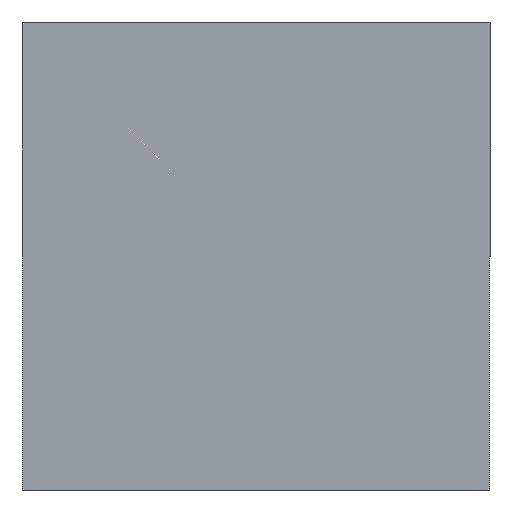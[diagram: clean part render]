
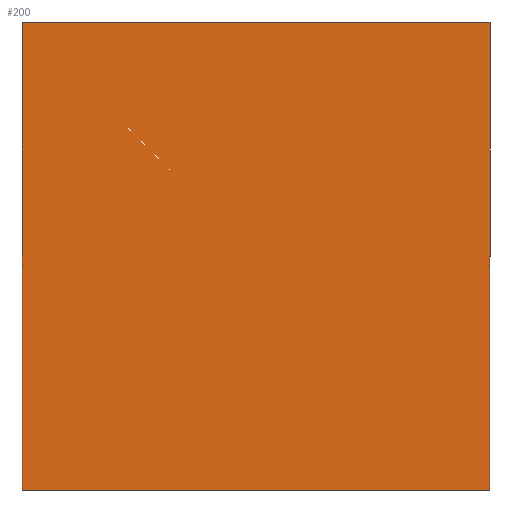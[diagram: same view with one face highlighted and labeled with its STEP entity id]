
A CAD part, front view. The second image highlights one B-rep face of the part: STEP entity #200.
In plain terms, the highlighted planar face has unit normal (0, -1, 0).
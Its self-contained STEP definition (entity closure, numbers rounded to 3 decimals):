
#4 = VECTOR ( 'NONE', #88, 1000. ) ;
#16 = CARTESIAN_POINT ( 'NONE',  ( 120., 0., -120. ) ) ;
#24 = ORIENTED_EDGE ( 'NONE', *, *, #224, .F. ) ;
#32 = LINE ( 'NONE', #109, #92 ) ;
#37 = VERTEX_POINT ( 'NONE', #120 ) ;
#42 = CARTESIAN_POINT ( 'NONE',  ( -120., 0., 120. ) ) ;
#63 = CARTESIAN_POINT ( 'NONE',  ( -120., 0., 120. ) ) ;
#65 = CARTESIAN_POINT ( 'NONE',  ( -120., 0., -120. ) ) ;
#66 = PLANE ( 'NONE',  #70 ) ;
#67 = FACE_OUTER_BOUND ( 'NONE', #77, .T. ) ;
#70 = AXIS2_PLACEMENT_3D ( 'NONE', #128, #160, #86 ) ;
#77 = EDGE_LOOP ( 'NONE', ( #24, #94, #186, #151 ) ) ;
#79 = LINE ( 'NONE', #16, #4 ) ;
#86 = DIRECTION ( 'NONE',  ( 0., 0., 1. ) ) ;
#88 = DIRECTION ( 'NONE',  ( 0., 0., -1. ) ) ;
#92 = VECTOR ( 'NONE', #112, 1000. ) ;
#94 = ORIENTED_EDGE ( 'NONE', *, *, #155, .F. ) ;
#109 = CARTESIAN_POINT ( 'NONE',  ( -120., 0., -120. ) ) ;
#110 = CARTESIAN_POINT ( 'NONE',  ( -120., 0., -120. ) ) ;
#112 = DIRECTION ( 'NONE',  ( -1., 0., 0. ) ) ;
#117 = VECTOR ( 'NONE', #219, 1000. ) ;
#120 = CARTESIAN_POINT ( 'NONE',  ( 120., 0., 120. ) ) ;
#123 = LINE ( 'NONE', #42, #223 ) ;
#128 = CARTESIAN_POINT ( 'NONE',  ( 0., 0., 0. ) ) ;
#151 = ORIENTED_EDGE ( 'NONE', *, *, #207, .F. ) ;
#152 = EDGE_CURVE ( 'NONE', #193, #213, #168, .T. ) ;
#155 = EDGE_CURVE ( 'NONE', #213, #37, #123, .T. ) ;
#160 = DIRECTION ( 'NONE',  ( 0., 1., 0. ) ) ;
#168 = LINE ( 'NONE', #65, #117 ) ;
#176 = VERTEX_POINT ( 'NONE', #201 ) ;
#177 = DIRECTION ( 'NONE',  ( 1., 0., 0. ) ) ;
#186 = ORIENTED_EDGE ( 'NONE', *, *, #152, .F. ) ;
#193 = VERTEX_POINT ( 'NONE', #110 ) ;
#200 = ADVANCED_FACE ( 'NONE', ( #67 ), #66, .F. ) ;
#201 = CARTESIAN_POINT ( 'NONE',  ( 120., 0., -120. ) ) ;
#207 = EDGE_CURVE ( 'NONE', #176, #193, #32, .T. ) ;
#213 = VERTEX_POINT ( 'NONE', #63 ) ;
#219 = DIRECTION ( 'NONE',  ( 0., 0., 1. ) ) ;
#223 = VECTOR ( 'NONE', #177, 1000. ) ;
#224 = EDGE_CURVE ( 'NONE', #37, #176, #79, .T. ) ;
